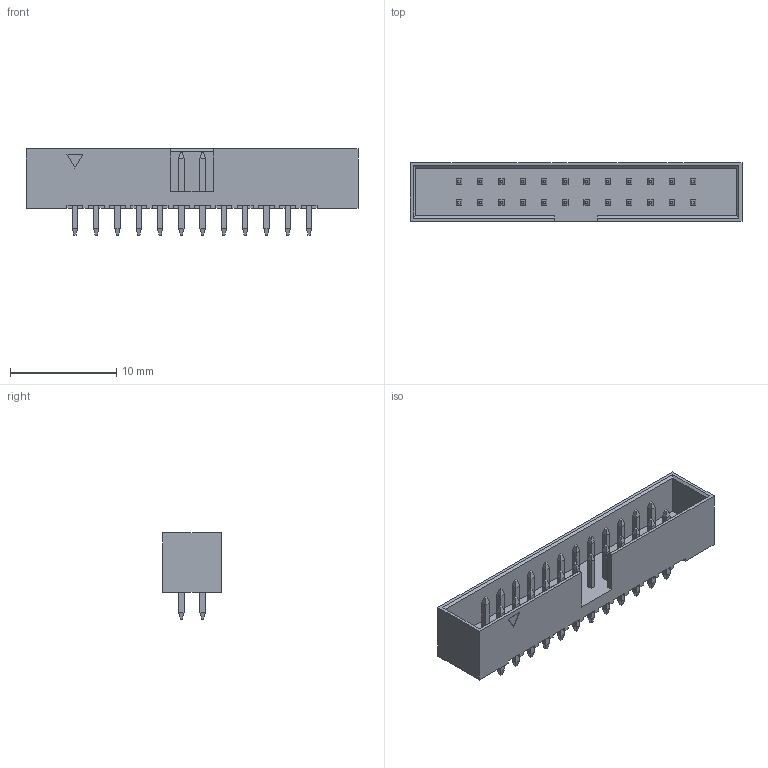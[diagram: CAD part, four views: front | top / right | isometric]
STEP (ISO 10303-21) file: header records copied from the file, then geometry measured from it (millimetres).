
FILE_DESCRIPTION(/* description */ ('Unknown'),/* implementation_level */ '2;1');
FILE_NAME(/* name */ '62502421621',/* time_stamp */ '2018-10-31T14:47:50+01:00',/* author */ ('Unknown'),/* organization */ ('Unknown'),/* preprocessor_version */ 'ST-DEVELOPER v16.7',/* originating_system */ 'DEX',/* authorisation */ $);
FILE_SCHEMA (('AP203_CONFIGURATION_CONTROLLED_3D_DESIGN_OF_MECHANICAL_PARTS_AND_ASSEMBLIES_MIM_LF { 1 0 10303 203 3 1 4 }','AUTOMOTIVE_DESIGN {1 0 10303 214 3 1 1}'));
Length unit declared in the file: millimetre
Products named in the file (3): 6250xx21621; 62502421621; 6250xx21621_PIN
Assembly tree (25 placements, depth 2):
  6250xx21621
    62502421621
    6250xx21621_PIN  x24
Bounding box: 31.2 x 5.5 x 8.1 mm (x, y, z)
Volume: 416.3 mm3; surface area: 1442.1 mm2
Topology: 25 solids, 25 shells, 599 faces, 1448 edges, 900 vertices
Faces by surface type: plane 599
Entity records: 9278 total; most frequent: CARTESIAN_POINT 1639, ORIENTED_EDGE 1608, DIRECTION 1410, EDGE_CURVE 804, LINE 804, VECTOR 804, VERTEX_POINT 532, EDGE_LOOP 326
